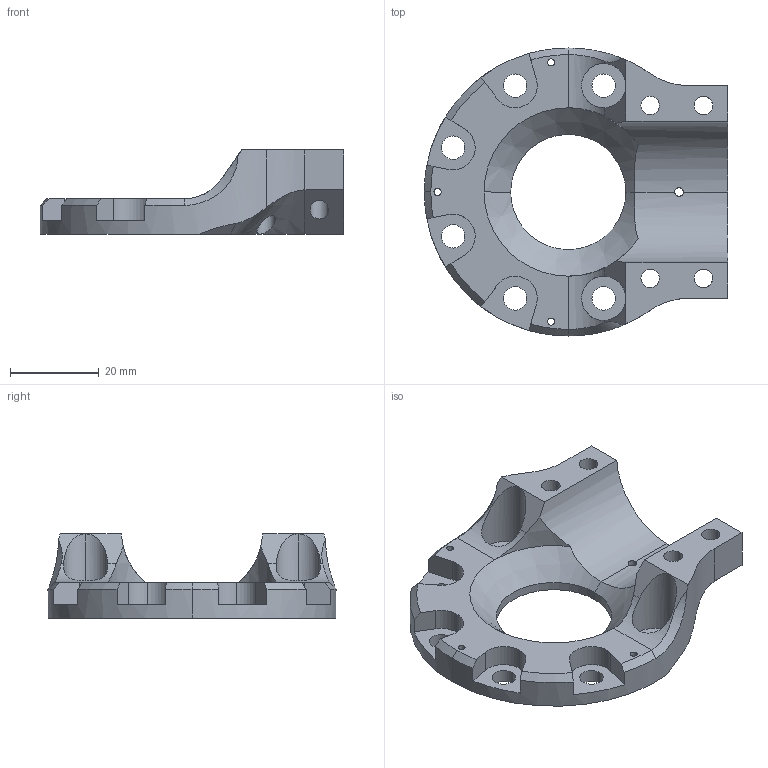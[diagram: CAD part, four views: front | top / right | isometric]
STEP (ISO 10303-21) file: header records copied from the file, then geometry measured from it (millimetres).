
FILE_DESCRIPTION (( 'STEP AP203' ), '1' );
FILE_NAME ('Housing Tube Mount.step_Default_sldprt.STEP', '2022-11-09T04:41:36', ( '' ), ( '' ), 'SwSTEP 2.0', 'SolidWorks 2022', '' );
FILE_SCHEMA (( 'CONFIG_CONTROL_DESIGN' ));
Length unit declared in the file: millimetre
Products named in the file (1): Housing Tube Mount.step_Default_sldprt
Bounding box: 68.5 x 65 x 19 mm (x, y, z)
Volume: 22450.5 mm3; surface area: 11074.2 mm2
Topology: 1 solids, 1 shells, 97 faces, 281 edges, 182 vertices
Faces by surface type: cylinder 52, plane 29, cone 14, bspline 2
Entity records: 4389 total; most frequent: CARTESIAN_POINT 1718, ORIENTED_EDGE 562, DIRECTION 533, EDGE_CURVE 281, AXIS2_PLACEMENT_3D 204, VERTEX_POINT 182, LINE 125, VECTOR 125
